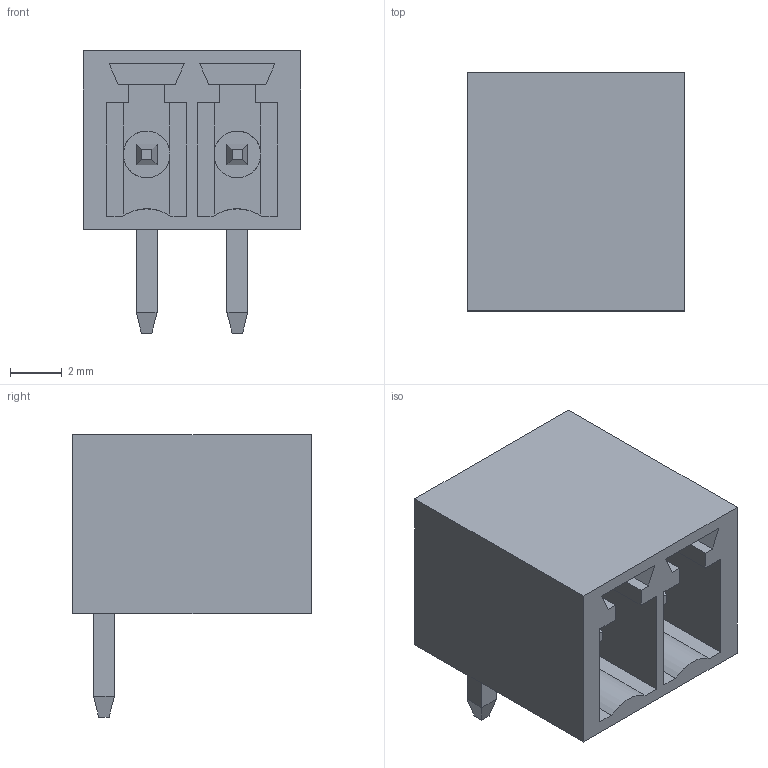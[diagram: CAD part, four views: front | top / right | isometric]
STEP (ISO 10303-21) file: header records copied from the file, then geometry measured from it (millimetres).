
FILE_DESCRIPTION(('CATIA V5 STEP Exchange','CAx-IF Rec.Pracs.--- Model Styling and Organization---1.4--- 2014-01-23'),'2;1');
FILE_NAME ('D1570671_0_2641520000_2641520000.stp','2023-04-17T06:36:34+00:00',('none'),('Weidmueller'),'CATIA Version 5-6 Release 2016 SP3 HF44','CATIA V5 STEP AP214','none');
FILE_SCHEMA(('AUTOMOTIVE_DESIGN { 1 0 10303 214 1 1 1 1 }'));
Length unit declared in the file: millimetre
Products named in the file (1): 2641520000
Bounding box: 8.4 x 9.2 x 10.9 mm (x, y, z)
Volume: 293.6 mm3; surface area: 851.6 mm2
Topology: 1 solids, 1 shells, 142 faces, 346 edges, 212 vertices
Faces by surface type: plane 130, cylinder 12
Entity records: 4342 total; most frequent: CARTESIAN_POINT 887, ORIENTED_EDGE 692, DIRECTION 615, EDGE_CURVE 346, VECTOR 310, LINE 310, VERTEX_POINT 212, AXIS2_PLACEMENT_3D 164
